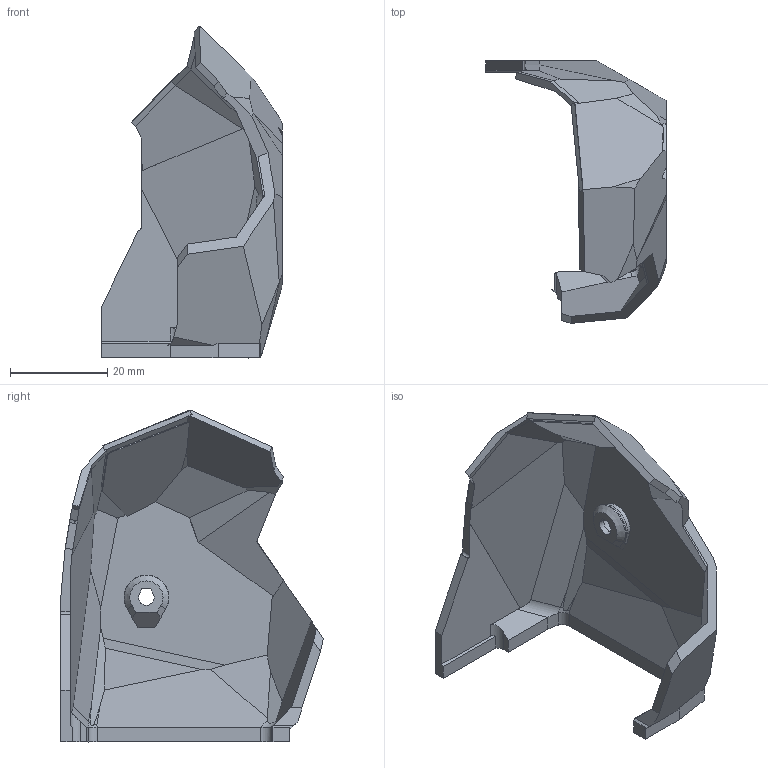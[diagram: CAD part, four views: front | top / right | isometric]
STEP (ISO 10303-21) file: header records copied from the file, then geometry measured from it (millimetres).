
FILE_DESCRIPTION(/* description */ ('STEP AP242','CAx-IF Rec.Pracs.---Representation and Presentation of Product Manufacturing Information (PMI)---4.0---2014-10-13','CAx-IF Rec.Pracs.---3D Tessellated Geometry---0.4---2014-09-14','2;1'),/* implementation_level */ '2;1');
FILE_NAME(/* name */ '629d5084a3da781ea88b4025',/* time_stamp */ '2022-06-06T00:55:33+00:00',/* author */ (''),/* organization */ (''),/* preprocessor_version */ 'ST-DEVELOPER v18.102',/* originating_system */ ' ',/* authorisation */ ' ');
FILE_SCHEMA (('AP242_MANAGED_MODEL_BASED_3D_ENGINEERING_MIM_LF { 1 0 10303 442 1 1 4 }'));
Length unit declared in the file: metre
Products named in the file (1): SBCW1 PCB
Bounding box: 37 x 53.91 x 68.13 mm (x, y, z)
Volume: 8835.7 mm3; surface area: 10402.7 mm2
Topology: 1 solids, 1 shells, 211 faces, 566 edges, 361 vertices
Faces by surface type: plane 191, cylinder 13, bspline 4, cone 3
Full cylindrical faces by diameter (mm): 6 x1
Entity records: 6546 total; most frequent: CARTESIAN_POINT 1339, ORIENTED_EDGE 1126, DIRECTION 973, EDGE_CURVE 563, LINE 499, VECTOR 499, VERTEX_POINT 360, AXIS2_PLACEMENT_3D 237
